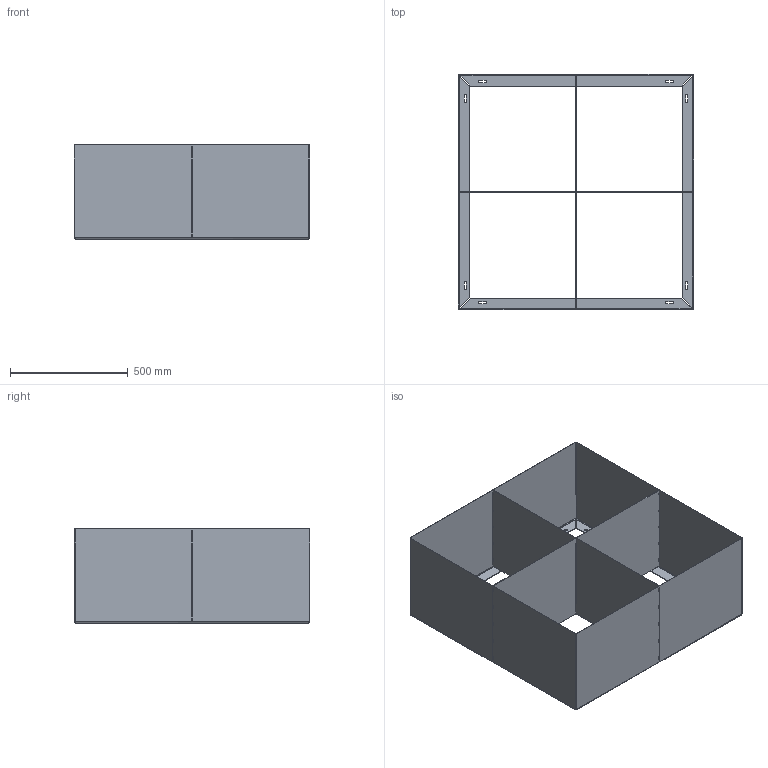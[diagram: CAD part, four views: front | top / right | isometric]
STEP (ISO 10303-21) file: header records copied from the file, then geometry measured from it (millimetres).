
FILE_DESCRIPTION (( 'STEP AP214' ), '1' );
FILE_NAME ('BHSS1.STEP', '2021-11-03T12:51:45', ( '' ), ( '' ), 'SwSTEP 2.0', 'SolidWorks 2021', '' );
FILE_SCHEMA (( 'AUTOMOTIVE_DESIGN' ));
Length unit declared in the file: millimetre
Products named in the file (3): BHSS1 - Plate; BHSS1 - Wall; BHSS1
Assembly tree (4 placements, depth 2):
  BHSS1
    BHSS1 - Wall  x2
    BHSS1 - Plate  x2
Bounding box: 1000 x 1000 x 400 mm (x, y, z)
Volume: 7619057.6 mm3; surface area: 5132520.6 mm2
Topology: 4 solids, 4 shells, 320 faces, 888 edges, 576 vertices
Faces by surface type: plane 240, cylinder 72, bspline 8
Entity records: 5494 total; most frequent: CARTESIAN_POINT 1199, ORIENTED_EDGE 888, DIRECTION 826, EDGE_CURVE 444, LINE 372, VECTOR 372, VERTEX_POINT 288, AXIS2_PLACEMENT_3D 227
